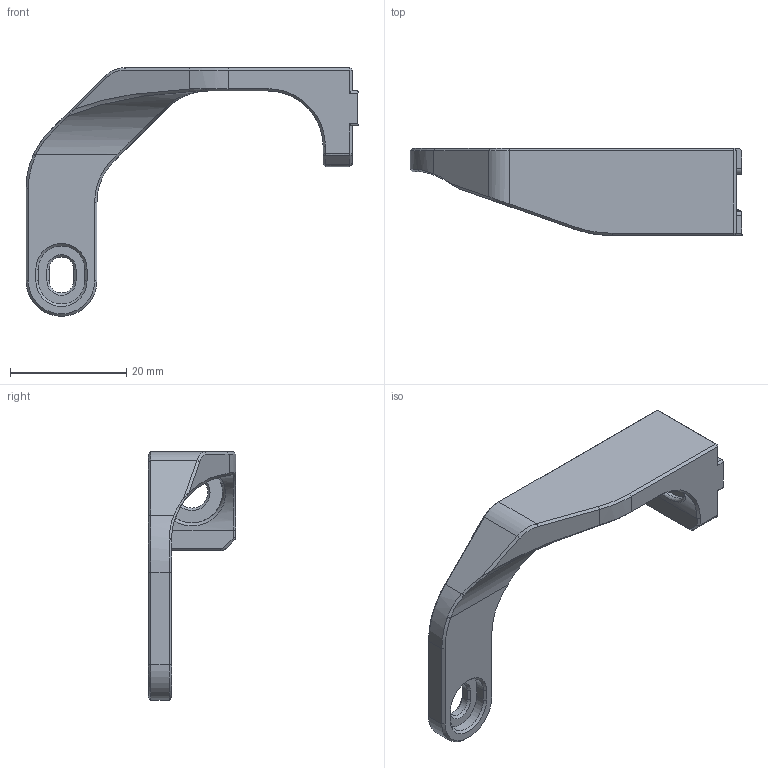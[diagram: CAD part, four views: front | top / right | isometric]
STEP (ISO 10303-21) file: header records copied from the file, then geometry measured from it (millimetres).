
FILE_DESCRIPTION(/* description */ (''),/* implementation_level */ '2;1');
FILE_NAME(/* name */ 'Low Profile PSU Stabilizer.step',/* time_stamp */ '2023-01-02T16:49:22-05:00',/* author */ (''),/* organization */ (''),/* preprocessor_version */ 'ST-DEVELOPER v19.2',/* originating_system */ 'Autodesk Translation Framework v11.17.0.187',/* authorisation */ '');
FILE_SCHEMA (('AUTOMOTIVE_DESIGN { 1 0 10303 214 3 1 1 }'));
Length unit declared in the file: millimetre
Products named in the file (1): PSU Stabilizer Low Profile
Bounding box: 57.1 x 15 x 42.75 mm (x, y, z)
Volume: 5391.5 mm3; surface area: 3541 mm2
Topology: 1 solids, 1 shells, 145 faces, 350 edges, 209 vertices
Faces by surface type: plane 64, bspline 40, cylinder 21, cone 20
Full cylindrical faces by diameter (mm): 5.4 x1, 10.5 x1
Entity records: 5021 total; most frequent: CARTESIAN_POINT 1888, ORIENTED_EDGE 700, DIRECTION 530, EDGE_CURVE 350, VERTEX_POINT 209, LINE 202, VECTOR 202, AXIS2_PLACEMENT_3D 164
